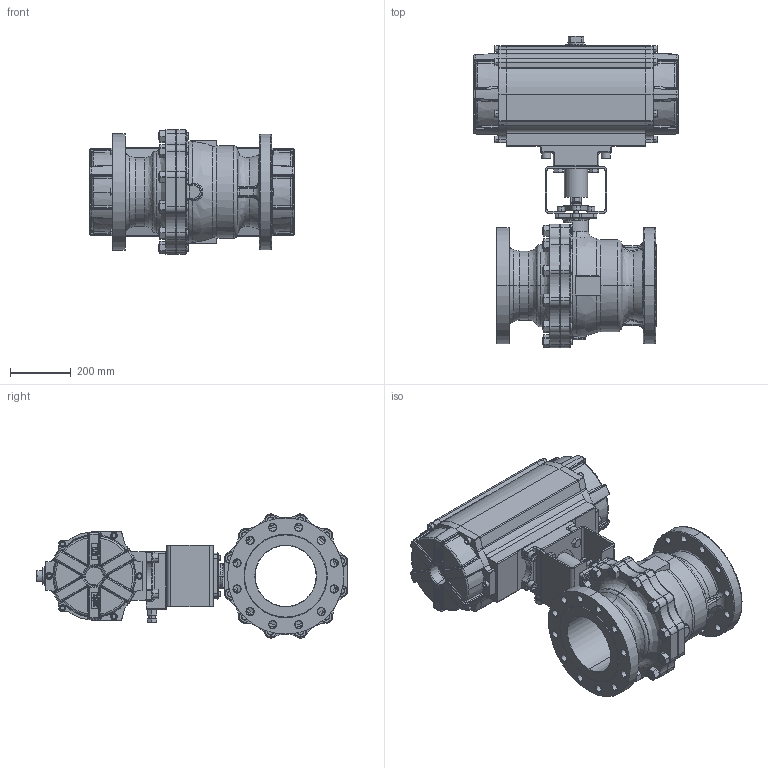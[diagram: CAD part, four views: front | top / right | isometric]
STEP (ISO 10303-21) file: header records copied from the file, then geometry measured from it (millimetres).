
FILE_DESCRIPTION (( 'STEP AP203' ), '1' );
FILE_NAME ('6801F-800_UT-7.STEP', '2017-12-11T14:47:34', ( '' ), ( '' ), 'SwSTEP 2.0', 'SolidWorks 2014', '' );
FILE_SCHEMA (( 'CONFIG_CONTROL_DESIGN' ));
Products named in the file (1): 6801F-800_UT-7
Bounding box: 672 x 1021.46 x 407.12 mm (x, y, z)
Surface area: 2611979.9 mm2 (no closed solid volume)
Topology: 0 solids, 81 shells, 1891 faces, 5662 edges, 3737 vertices
Faces by surface type: plane 554, cylinder 540, bspline 440, cone 356, sphere 1
Entity records: 95331 total; most frequent: CARTESIAN_POINT 47796, ORIENTED_EDGE 9677, DIRECTION 9458, EDGE_CURVE 5635, VERTEX_POINT 3737, AXIS2_PLACEMENT_3D 3679, CIRCLE 2227, EDGE_LOOP 2152
